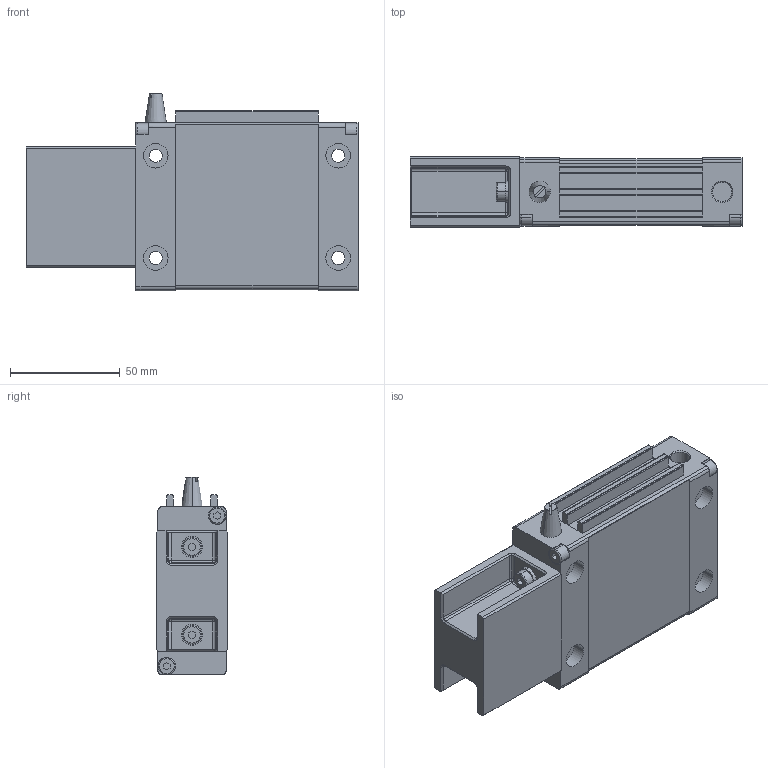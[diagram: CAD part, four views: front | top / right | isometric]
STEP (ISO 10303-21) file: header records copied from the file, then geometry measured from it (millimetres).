
FILE_DESCRIPTION(('STEP AP214'),'1');
FILE_NAME('HALDERV_EH_1990_118.stp','2017-08-30T11:18:22',('TraceParts'),('TraceParts S.A.'),'Spatial InterOp 3D',' ',' ');
FILE_SCHEMA(('automotive_design'));
Length unit declared in the file: millimetre
Products named in the file (1): HALDERV_EH_1990_118
Bounding box: 151 x 32 x 90.03 mm (x, y, z)
Volume: 287178.8 mm3; surface area: 45205 mm2
Topology: 1 solids, 3 shells, 339 faces, 820 edges, 520 vertices
Faces by surface type: plane 159, cylinder 134, cone 22, torus 16, sphere 8
Entity records: 12652 total; most frequent: DIRECTION 1830, CARTESIAN_POINT 1688, ORIENTED_EDGE 1640, EDGE_CURVE 820, AXIS2_PLACEMENT_3D 674, VERTEX_POINT 520, LINE 482, VECTOR 482
